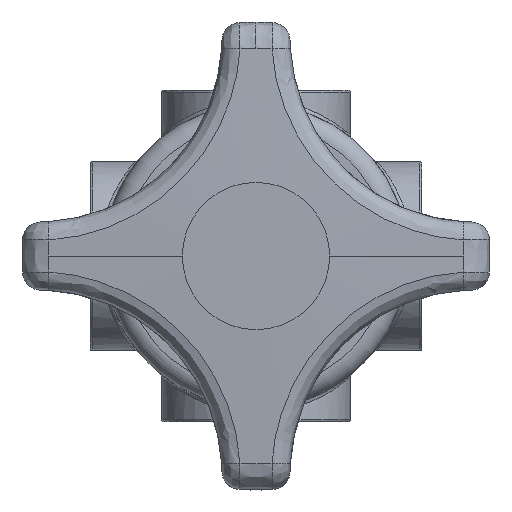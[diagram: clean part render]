
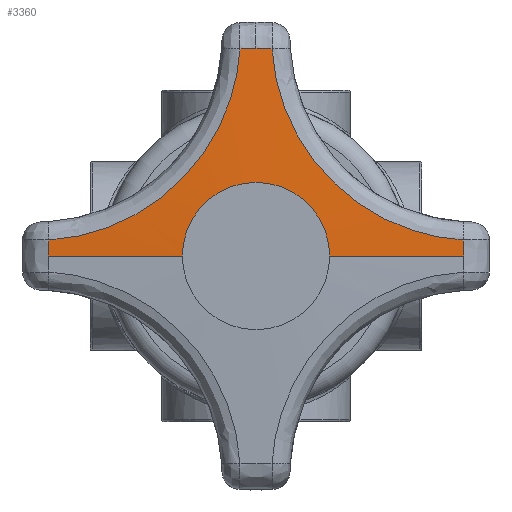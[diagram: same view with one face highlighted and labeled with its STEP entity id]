
A CAD part, left-side view. The second image highlights one B-rep face of the part: STEP entity #3360.
In plain terms, the highlighted conical face has half-angle 87.38 degrees and reference radius 8 mm.
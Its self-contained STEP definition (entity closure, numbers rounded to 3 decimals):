
#65 = CARTESIAN_POINT ( 'NONE',  ( -15.972, 80.122, 3.107 ) ) ;
#174 = CARTESIAN_POINT ( 'NONE',  ( 0., 79.834, 0. ) ) ;
#421 = CARTESIAN_POINT ( 'NONE',  ( 21.157, 79.894, 1.823 ) ) ;
#465 = ORIENTED_EDGE ( 'NONE', *, *, #3717, .F. ) ;
#472 = CARTESIAN_POINT ( 'NONE',  ( 13.539, 80.218, 4.211 ) ) ;
#479 = EDGE_CURVE ( 'NONE', #8683, #4969, #9675, .T. ) ;
#492 = VECTOR ( 'NONE', #6944, 1000. ) ;
#564 = CARTESIAN_POINT ( 'NONE',  ( 4.874, 80.26, 12.373 ) ) ;
#751 = VERTEX_POINT ( 'NONE', #5356 ) ;
#806 = B_SPLINE_CURVE_WITH_KNOTS ( 'NONE', 3,
 ( #5905, #7304, #2761, #5809, #8739, #8883, #8098, #4307, #7355, #4393, #3058, #2298, #5302, #65, #2250, #5351, #2150, #8335 ),
 .UNSPECIFIED., .F., .F.,
 ( 4, 2, 2, 2, 2, 2, 2, 2, 4 ),
 ( 0., 0.125, 0.25, 0.375, 0.5, 0.625, 0.75, 0.875, 1. ),
 .UNSPECIFIED. ) ;
#940 = CARTESIAN_POINT ( 'NONE',  ( 1.743, 79.834, 22.49 ) ) ;
#970 = CARTESIAN_POINT ( 'NONE',  ( -8., 80.5, 0. ) ) ;
#1187 = EDGE_CURVE ( 'NONE', #4267, #751, #806, .T. ) ;
#1468 = ORIENTED_EDGE ( 'NONE', *, *, #1187, .F. ) ;
#1900 = CARTESIAN_POINT ( 'NONE',  ( 8., 80.5, 0. ) ) ;
#1917 = VERTEX_POINT ( 'NONE', #1900 ) ;
#1968 = CARTESIAN_POINT ( 'NONE',  ( 22.557, 79.834, 0. ) ) ;
#1984 = DIRECTION ( 'NONE',  ( 1., 0., 0. ) ) ;
#2009 = CARTESIAN_POINT ( 'NONE',  ( 6.4, 80.318, 10.179 ) ) ;
#2043 = EDGE_CURVE ( 'NONE', #3258, #1917, #6963, .T. ) ;
#2150 = CARTESIAN_POINT ( 'NONE',  ( -21.157, 79.894, 1.823 ) ) ;
#2197 = AXIS2_PLACEMENT_3D ( 'NONE', #5728, #4869, #1984 ) ;
#2250 = CARTESIAN_POINT ( 'NONE',  ( -17.238, 80.068, 2.667 ) ) ;
#2298 = CARTESIAN_POINT ( 'NONE',  ( -12.373, 80.26, 4.874 ) ) ;
#2337 = DIRECTION ( 'NONE',  ( 0., 1., 0. ) ) ;
#2527 = CIRCLE ( 'NONE', #4750, 22.557 ) ;
#2706 = EDGE_CURVE ( 'NONE', #751, #7828, #9370, .T. ) ;
#2761 = CARTESIAN_POINT ( 'NONE',  ( -2.025, 79.954, 19.831 ) ) ;
#2889 = EDGE_CURVE ( 'NONE', #8089, #4969, #3296, .T. ) ;
#2917 = DIRECTION ( 'NONE',  ( 0., -1., 0. ) ) ;
#3058 = CARTESIAN_POINT ( 'NONE',  ( -10.179, 80.318, 6.4 ) ) ;
#3093 = CARTESIAN_POINT ( 'NONE',  ( 0., 79.834, 0. ) ) ;
#3127 = ORIENTED_EDGE ( 'NONE', *, *, #2706, .F. ) ;
#3155 = DIRECTION ( 'NONE',  ( 0., 0., 1. ) ) ;
#3258 = VERTEX_POINT ( 'NONE', #5470 ) ;
#3296 = B_SPLINE_CURVE_WITH_KNOTS ( 'NONE', 3,
 ( #6446, #421, #5706, #8785, #8046, #472, #3504, #6545, #8829, #3548, #2009, #564, #8090, #3589, #9446, #4677, #7719, #940 ),
 .UNSPECIFIED., .F., .F.,
 ( 4, 2, 2, 2, 2, 2, 2, 2, 4 ),
 ( 0., 0.125, 0.25, 0.375, 0.5, 0.625, 0.75, 0.875, 1. ),
 .UNSPECIFIED. ) ;
#3303 = DIRECTION ( 'NONE',  ( 0., -1., 0. ) ) ;
#3336 = CARTESIAN_POINT ( 'NONE',  ( 1.743, 79.834, 22.49 ) ) ;
#3360 = ADVANCED_FACE ( 'NONE', ( #4923 ), #6029, .T. ) ;
#3504 = CARTESIAN_POINT ( 'NONE',  ( 12.373, 80.26, 4.874 ) ) ;
#3548 = CARTESIAN_POINT ( 'NONE',  ( 7.261, 80.335, 9.151 ) ) ;
#3589 = CARTESIAN_POINT ( 'NONE',  ( 3.107, 80.122, 15.972 ) ) ;
#3660 = ORIENTED_EDGE ( 'NONE', *, *, #479, .T. ) ;
#3717 = EDGE_CURVE ( 'NONE', #8701, #8089, #2527, .T. ) ;
#3904 = LINE ( 'NONE', #9136, #5404 ) ;
#4203 = CARTESIAN_POINT ( 'NONE',  ( 0., 79.834, 22.557 ) ) ;
#4267 = VERTEX_POINT ( 'NONE', #8911 ) ;
#4272 = CARTESIAN_POINT ( 'NONE',  ( 0., 80.5, 0. ) ) ;
#4307 = CARTESIAN_POINT ( 'NONE',  ( -6.4, 80.318, 10.179 ) ) ;
#4314 = CARTESIAN_POINT ( 'NONE',  ( 0., 79.834, 0. ) ) ;
#4352 = ORIENTED_EDGE ( 'NONE', *, *, #7506, .F. ) ;
#4393 = CARTESIAN_POINT ( 'NONE',  ( -9.151, 80.335, 7.261 ) ) ;
#4504 = DIRECTION ( 'NONE',  ( 0.999, -0.046, 0. ) ) ;
#4629 = DIRECTION ( 'NONE',  ( 0., 0., 1. ) ) ;
#4638 = EDGE_LOOP ( 'NONE', ( #8379, #6111, #3127, #1468, #5999, #3660, #7460, #465, #4352 ) ) ;
#4673 = CARTESIAN_POINT ( 'NONE',  ( 0., 79.834, 0. ) ) ;
#4677 = CARTESIAN_POINT ( 'NONE',  ( 2.025, 79.954, 19.831 ) ) ;
#4750 = AXIS2_PLACEMENT_3D ( 'NONE', #4314, #2917, #5912 ) ;
#4869 = DIRECTION ( 'NONE',  ( 0., -1., 0. ) ) ;
#4923 = FACE_OUTER_BOUND ( 'NONE', #4638, .T. ) ;
#4969 = VERTEX_POINT ( 'NONE', #3336 ) ;
#5302 = CARTESIAN_POINT ( 'NONE',  ( -13.539, 80.218, 4.211 ) ) ;
#5351 = CARTESIAN_POINT ( 'NONE',  ( -19.831, 79.954, 2.025 ) ) ;
#5356 = CARTESIAN_POINT ( 'NONE',  ( -22.49, 79.834, 1.743 ) ) ;
#5404 = VECTOR ( 'NONE', #4504, 1000. ) ;
#5423 = AXIS2_PLACEMENT_3D ( 'NONE', #3093, #2337, #4629 ) ;
#5470 = CARTESIAN_POINT ( 'NONE',  ( -8., 80.5, 0. ) ) ;
#5706 = CARTESIAN_POINT ( 'NONE',  ( 19.831, 79.954, 2.025 ) ) ;
#5728 = CARTESIAN_POINT ( 'NONE',  ( 0., 80.5, 0. ) ) ;
#5809 = CARTESIAN_POINT ( 'NONE',  ( -2.667, 80.068, 17.238 ) ) ;
#5820 = EDGE_CURVE ( 'NONE', #4267, #8683, #6216, .T. ) ;
#5825 = DIRECTION ( 'NONE',  ( 1., 0., 0. ) ) ;
#5868 = AXIS2_PLACEMENT_3D ( 'NONE', #174, #3303, #3155 ) ;
#5905 = CARTESIAN_POINT ( 'NONE',  ( -1.743, 79.834, 22.49 ) ) ;
#5912 = DIRECTION ( 'NONE',  ( 0., 0., 1. ) ) ;
#5999 = ORIENTED_EDGE ( 'NONE', *, *, #5820, .T. ) ;
#6029 = CONICAL_SURFACE ( 'NONE', #2197, 8., 1.525 ) ;
#6111 = ORIENTED_EDGE ( 'NONE', *, *, #6657, .T. ) ;
#6152 = LINE ( 'NONE', #970, #492 ) ;
#6216 = CIRCLE ( 'NONE', #5423, 22.557 ) ;
#6227 = DIRECTION ( 'NONE',  ( 0., 0., 1. ) ) ;
#6446 = CARTESIAN_POINT ( 'NONE',  ( 22.49, 79.834, 1.743 ) ) ;
#6494 = AXIS2_PLACEMENT_3D ( 'NONE', #4272, #8847, #5825 ) ;
#6545 = CARTESIAN_POINT ( 'NONE',  ( 10.179, 80.318, 6.4 ) ) ;
#6657 = EDGE_CURVE ( 'NONE', #3258, #7828, #6152, .T. ) ;
#6944 = DIRECTION ( 'NONE',  ( -0.999, -0.046, 0. ) ) ;
#6963 = CIRCLE ( 'NONE', #6494, 8. ) ;
#6967 = DIRECTION ( 'NONE',  ( 0., 1., 0. ) ) ;
#7121 = AXIS2_PLACEMENT_3D ( 'NONE', #4673, #6967, #6227 ) ;
#7273 = CARTESIAN_POINT ( 'NONE',  ( 22.49, 79.834, 1.743 ) ) ;
#7304 = CARTESIAN_POINT ( 'NONE',  ( -1.823, 79.894, 21.157 ) ) ;
#7355 = CARTESIAN_POINT ( 'NONE',  ( -7.261, 80.335, 9.151 ) ) ;
#7460 = ORIENTED_EDGE ( 'NONE', *, *, #2889, .F. ) ;
#7506 = EDGE_CURVE ( 'NONE', #1917, #8701, #3904, .T. ) ;
#7688 = CARTESIAN_POINT ( 'NONE',  ( -22.557, 79.834, 0. ) ) ;
#7719 = CARTESIAN_POINT ( 'NONE',  ( 1.823, 79.894, 21.157 ) ) ;
#7828 = VERTEX_POINT ( 'NONE', #7688 ) ;
#8046 = CARTESIAN_POINT ( 'NONE',  ( 15.972, 80.122, 3.107 ) ) ;
#8089 = VERTEX_POINT ( 'NONE', #7273 ) ;
#8090 = CARTESIAN_POINT ( 'NONE',  ( 4.211, 80.218, 13.539 ) ) ;
#8098 = CARTESIAN_POINT ( 'NONE',  ( -4.874, 80.26, 12.373 ) ) ;
#8335 = CARTESIAN_POINT ( 'NONE',  ( -22.49, 79.834, 1.743 ) ) ;
#8379 = ORIENTED_EDGE ( 'NONE', *, *, #2043, .F. ) ;
#8683 = VERTEX_POINT ( 'NONE', #4203 ) ;
#8701 = VERTEX_POINT ( 'NONE', #1968 ) ;
#8739 = CARTESIAN_POINT ( 'NONE',  ( -3.107, 80.122, 15.972 ) ) ;
#8785 = CARTESIAN_POINT ( 'NONE',  ( 17.238, 80.068, 2.667 ) ) ;
#8829 = CARTESIAN_POINT ( 'NONE',  ( 9.151, 80.335, 7.261 ) ) ;
#8847 = DIRECTION ( 'NONE',  ( 0., 1., 0. ) ) ;
#8883 = CARTESIAN_POINT ( 'NONE',  ( -4.211, 80.218, 13.539 ) ) ;
#8911 = CARTESIAN_POINT ( 'NONE',  ( -1.743, 79.834, 22.49 ) ) ;
#9136 = CARTESIAN_POINT ( 'NONE',  ( 8., 80.5, 0. ) ) ;
#9370 = CIRCLE ( 'NONE', #5868, 22.557 ) ;
#9446 = CARTESIAN_POINT ( 'NONE',  ( 2.667, 80.068, 17.238 ) ) ;
#9675 = CIRCLE ( 'NONE', #7121, 22.557 ) ;
